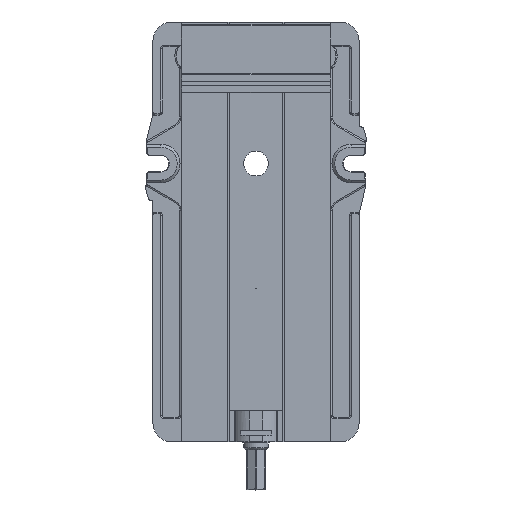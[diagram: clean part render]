
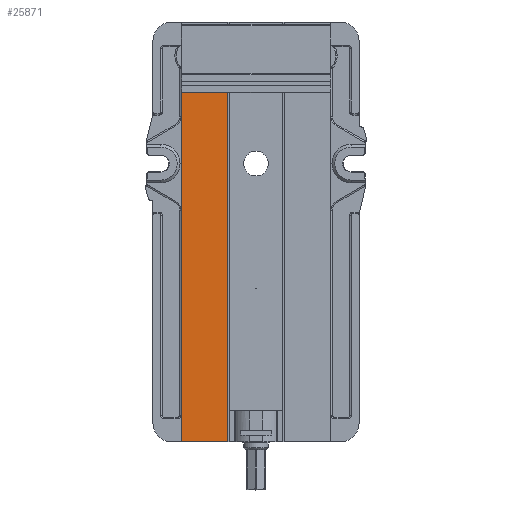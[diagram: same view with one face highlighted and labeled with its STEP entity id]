
A CAD part, top view. The second image highlights one B-rep face of the part: STEP entity #25871.
In plain terms, the highlighted planar face has unit normal (0, 0, 1).
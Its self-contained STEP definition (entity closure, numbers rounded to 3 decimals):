
#9681 = PLANE('',#9682);
#9682 = AXIS2_PLACEMENT_3D('',#9683,#9684,#9685);
#9683 = CARTESIAN_POINT('',(-0.405,834.568,
    -72.842));
#9684 = DIRECTION('',(-1.,0.,0.));
#9685 = DIRECTION('',(0.,0.,-1.));
#11140 = PLANE('',#11141);
#11141 = AXIS2_PLACEMENT_3D('',#11142,#11143,#11144);
#11142 = CARTESIAN_POINT('',(93.197,46.99,
    -38.354));
#11143 = DIRECTION('',(0.,-1.,0.));
#11144 = DIRECTION('',(0.,0.,-1.));
#11180 = VERTEX_POINT('',#11181);
#11181 = CARTESIAN_POINT('',(47.157,46.99,
    -44.069));
#11195 = PLANE('',#11196);
#11196 = AXIS2_PLACEMENT_3D('',#11197,#11198,#11199);
#11197 = CARTESIAN_POINT('',(47.157,-141.668,
    -38.481));
#11198 = DIRECTION('',(1.,0.,0.));
#11199 = DIRECTION('',(0.,0.,1.));
#11258 = VERTEX_POINT('',#11259);
#11259 = CARTESIAN_POINT('',(-0.405,46.99,
    -44.069));
#11280 = EDGE_CURVE('',#11258,#11180,#11281,.T.);
#11281 = SURFACE_CURVE('',#11282,(#11286,#11293),.PCURVE_S1.);
#11282 = LINE('',#11283,#11284);
#11283 = CARTESIAN_POINT('',(-0.405,46.99,
    -44.069));
#11284 = VECTOR('',#11285,1.);
#11285 = DIRECTION('',(1.,0.,0.));
#11286 = PCURVE('',#11140,#11287);
#11287 = DEFINITIONAL_REPRESENTATION('',(#11288),#11292);
#11288 = LINE('',#11289,#11290);
#11289 = CARTESIAN_POINT('',(5.715,-93.602));
#11290 = VECTOR('',#11291,1.);
#11291 = DIRECTION('',(0.,1.));
#11292 = ( GEOMETRIC_REPRESENTATION_CONTEXT(2) 
PARAMETRIC_REPRESENTATION_CONTEXT() REPRESENTATION_CONTEXT('2D SPACE',''
  ) );
#11293 = PCURVE('',#11294,#11299);
#11294 = PLANE('',#11295);
#11295 = AXIS2_PLACEMENT_3D('',#11296,#11297,#11298);
#11296 = CARTESIAN_POINT('',(196.736,835.341,
    -44.069));
#11297 = DIRECTION('',(0.,0.,-1.));
#11298 = DIRECTION('',(0.,1.,0.));
#11299 = DEFINITIONAL_REPRESENTATION('',(#11300),#11304);
#11300 = LINE('',#11301,#11302);
#11301 = CARTESIAN_POINT('',(-788.351,-197.141));
#11302 = VECTOR('',#11303,1.);
#11303 = DIRECTION('',(0.,1.));
#11304 = ( GEOMETRIC_REPRESENTATION_CONTEXT(2) 
PARAMETRIC_REPRESENTATION_CONTEXT() REPRESENTATION_CONTEXT('2D SPACE',''
  ) );
#11370 = PLANE('',#11371);
#11371 = AXIS2_PLACEMENT_3D('',#11372,#11373,#11374);
#11372 = CARTESIAN_POINT('',(-9.93,-355.155,
    -120.269));
#11373 = DIRECTION('',(0.,-1.,0.));
#11374 = DIRECTION('',(0.,0.,-1.));
#11387 = EDGE_CURVE('',#11180,#11388,#11390,.T.);
#11388 = VERTEX_POINT('',#11389);
#11389 = CARTESIAN_POINT('',(47.157,-355.155,
    -44.069));
#11390 = SURFACE_CURVE('',#11391,(#11395,#11402),.PCURVE_S1.);
#11391 = LINE('',#11392,#11393);
#11392 = CARTESIAN_POINT('',(47.157,46.99,
    -44.069));
#11393 = VECTOR('',#11394,1.);
#11394 = DIRECTION('',(0.,-1.,0.));
#11395 = PCURVE('',#11195,#11396);
#11396 = DEFINITIONAL_REPRESENTATION('',(#11397),#11401);
#11397 = LINE('',#11398,#11399);
#11398 = CARTESIAN_POINT('',(-5.588,-188.658));
#11399 = VECTOR('',#11400,1.);
#11400 = DIRECTION('',(0.,1.));
#11401 = ( GEOMETRIC_REPRESENTATION_CONTEXT(2) 
PARAMETRIC_REPRESENTATION_CONTEXT() REPRESENTATION_CONTEXT('2D SPACE',''
  ) );
#11402 = PCURVE('',#11294,#11403);
#11403 = DEFINITIONAL_REPRESENTATION('',(#11404),#11408);
#11404 = LINE('',#11405,#11406);
#11405 = CARTESIAN_POINT('',(-788.351,-149.579));
#11406 = VECTOR('',#11407,1.);
#11407 = DIRECTION('',(-1.,0.));
#11408 = ( GEOMETRIC_REPRESENTATION_CONTEXT(2) 
PARAMETRIC_REPRESENTATION_CONTEXT() REPRESENTATION_CONTEXT('2D SPACE',''
  ) );
#25871 = ADVANCED_FACE('',(#25872,#25920),#11294,.F.);
#25872 = FACE_BOUND('',#25873,.T.);
#25873 = EDGE_LOOP('',(#25874,#25897,#25918,#25919));
#25874 = ORIENTED_EDGE('',*,*,#25875,.F.);
#25875 = EDGE_CURVE('',#25876,#11258,#25878,.T.);
#25876 = VERTEX_POINT('',#25877);
#25877 = CARTESIAN_POINT('',(-0.405,-355.155,
    -44.069));
#25878 = SURFACE_CURVE('',#25879,(#25883,#25890),.PCURVE_S1.);
#25879 = LINE('',#25880,#25881);
#25880 = CARTESIAN_POINT('',(-0.405,-355.155,
    -44.069));
#25881 = VECTOR('',#25882,1.);
#25882 = DIRECTION('',(0.,1.,0.));
#25883 = PCURVE('',#11294,#25884);
#25884 = DEFINITIONAL_REPRESENTATION('',(#25885),#25889);
#25885 = LINE('',#25886,#25887);
#25886 = CARTESIAN_POINT('',(-1190.496,-197.141));
#25887 = VECTOR('',#25888,1.);
#25888 = DIRECTION('',(1.,0.));
#25889 = ( GEOMETRIC_REPRESENTATION_CONTEXT(2) 
PARAMETRIC_REPRESENTATION_CONTEXT() REPRESENTATION_CONTEXT('2D SPACE',''
  ) );
#25890 = PCURVE('',#9681,#25891);
#25891 = DEFINITIONAL_REPRESENTATION('',(#25892),#25896);
#25892 = LINE('',#25893,#25894);
#25893 = CARTESIAN_POINT('',(-28.773,1189.724));
#25894 = VECTOR('',#25895,1.);
#25895 = DIRECTION('',(0.,-1.));
#25896 = ( GEOMETRIC_REPRESENTATION_CONTEXT(2) 
PARAMETRIC_REPRESENTATION_CONTEXT() REPRESENTATION_CONTEXT('2D SPACE',''
  ) );
#25897 = ORIENTED_EDGE('',*,*,#25898,.F.);
#25898 = EDGE_CURVE('',#11388,#25876,#25899,.T.);
#25899 = SURFACE_CURVE('',#25900,(#25904,#25911),.PCURVE_S1.);
#25900 = LINE('',#25901,#25902);
#25901 = CARTESIAN_POINT('',(47.157,-355.155,
    -44.069));
#25902 = VECTOR('',#25903,1.);
#25903 = DIRECTION('',(-1.,0.,0.));
#25904 = PCURVE('',#11294,#25905);
#25905 = DEFINITIONAL_REPRESENTATION('',(#25906),#25910);
#25906 = LINE('',#25907,#25908);
#25907 = CARTESIAN_POINT('',(-1190.496,-149.579));
#25908 = VECTOR('',#25909,1.);
#25909 = DIRECTION('',(0.,-1.));
#25910 = ( GEOMETRIC_REPRESENTATION_CONTEXT(2) 
PARAMETRIC_REPRESENTATION_CONTEXT() REPRESENTATION_CONTEXT('2D SPACE',''
  ) );
#25911 = PCURVE('',#11370,#25912);
#25912 = DEFINITIONAL_REPRESENTATION('',(#25913),#25917);
#25913 = LINE('',#25914,#25915);
#25914 = CARTESIAN_POINT('',(-76.2,57.086));
#25915 = VECTOR('',#25916,1.);
#25916 = DIRECTION('',(0.,-1.));
#25917 = ( GEOMETRIC_REPRESENTATION_CONTEXT(2) 
PARAMETRIC_REPRESENTATION_CONTEXT() REPRESENTATION_CONTEXT('2D SPACE',''
  ) );
#25918 = ORIENTED_EDGE('',*,*,#11387,.F.);
#25919 = ORIENTED_EDGE('',*,*,#11280,.F.);
#25920 = FACE_BOUND('',#25921,.T.);
#25921 = EDGE_LOOP('',(#25922));
#25922 = ORIENTED_EDGE('',*,*,#25923,.F.);
#25923 = EDGE_CURVE('',#25924,#25924,#25926,.T.);
#25924 = VERTEX_POINT('',#25925);
#25925 = CARTESIAN_POINT('',(12.295,45.796,
    -44.069));
#25926 = SURFACE_CURVE('',#25927,(#25932,#25943),.PCURVE_S1.);
#25927 = CIRCLE('',#25928,8.331);
#25928 = AXIS2_PLACEMENT_3D('',#25929,#25930,#25931);
#25929 = CARTESIAN_POINT('',(12.295,37.465,
    -44.069));
#25930 = DIRECTION('',(0.,0.,1.));
#25931 = DIRECTION('',(0.,-1.,0.));
#25932 = PCURVE('',#11294,#25933);
#25933 = DEFINITIONAL_REPRESENTATION('',(#25934),#25942);
#25934 = ( BOUNDED_CURVE() B_SPLINE_CURVE(2,(#25935,#25936,#25937,#25938
    ,#25939,#25940,#25941),.UNSPECIFIED.,.F.,.F.) 
B_SPLINE_CURVE_WITH_KNOTS((1,2,2,2,2,1),(-2.094,0.,
    2.094,4.189,6.283,8.378),
.UNSPECIFIED.) CURVE() GEOMETRIC_REPRESENTATION_ITEM() 
RATIONAL_B_SPLINE_CURVE((1.,0.5,1.,0.5,1.,0.5,1.)) REPRESENTATION_ITEM(
  '') );
#25935 = CARTESIAN_POINT('',(-806.207,-184.441));
#25936 = CARTESIAN_POINT('',(-806.207,-170.011));
#25937 = CARTESIAN_POINT('',(-793.71,-177.226));
#25938 = CARTESIAN_POINT('',(-781.213,-184.441));
#25939 = CARTESIAN_POINT('',(-793.71,-191.656));
#25940 = CARTESIAN_POINT('',(-806.207,-198.871));
#25941 = CARTESIAN_POINT('',(-806.207,-184.441));
#25942 = ( GEOMETRIC_REPRESENTATION_CONTEXT(2) 
PARAMETRIC_REPRESENTATION_CONTEXT() REPRESENTATION_CONTEXT('2D SPACE',''
  ) );
#25943 = PCURVE('',#25944,#25949);
#25944 = CYLINDRICAL_SURFACE('',#25945,8.331);
#25945 = AXIS2_PLACEMENT_3D('',#25946,#25947,#25948);
#25946 = CARTESIAN_POINT('',(12.295,37.465,
    9.906));
#25947 = DIRECTION('',(0.,0.,-1.));
#25948 = DIRECTION('',(0.,1.,0.));
#25949 = DEFINITIONAL_REPRESENTATION('',(#25950),#25953);
#25950 = B_SPLINE_CURVE_WITH_KNOTS('',1,(#25951,#25952),.UNSPECIFIED.,
  .F.,.F.,(2,2),(3.142,9.425),
  .PIECEWISE_BEZIER_KNOTS.);
#25951 = CARTESIAN_POINT('',(6.283,53.975));
#25952 = CARTESIAN_POINT('',(0.,53.975));
#25953 = ( GEOMETRIC_REPRESENTATION_CONTEXT(2) 
PARAMETRIC_REPRESENTATION_CONTEXT() REPRESENTATION_CONTEXT('2D SPACE',''
  ) );
